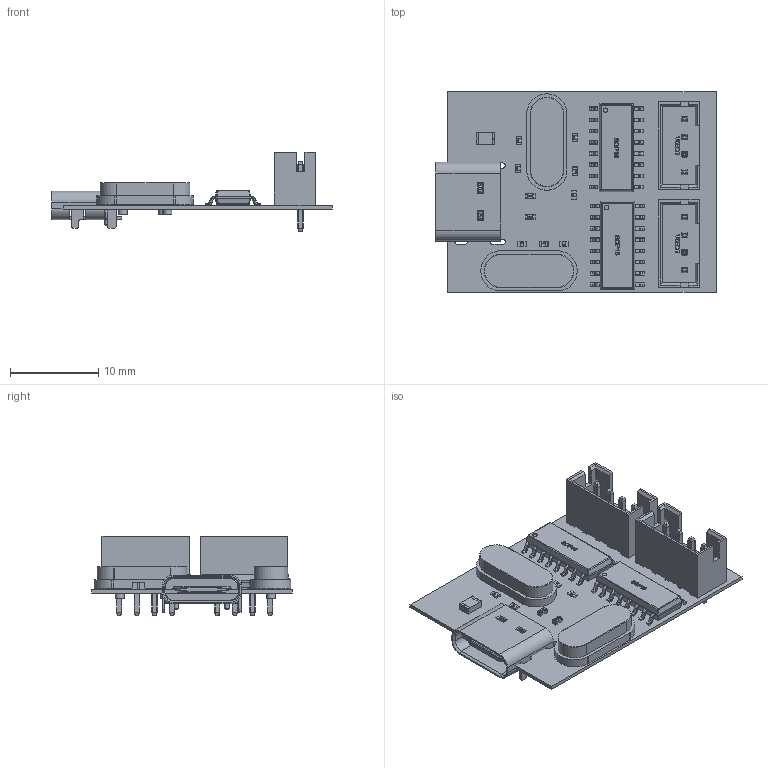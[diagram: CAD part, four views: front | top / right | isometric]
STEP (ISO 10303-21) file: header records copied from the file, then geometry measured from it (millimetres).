
FILE_DESCRIPTION(('Open CASCADE Model'),'2;1');
FILE_NAME('Open CASCADE Shape Model','2022-03-30T22:44:45',('Author'),( 'Open CASCADE'),'Open CASCADE STEP processor 6.8','Open CASCADE 6.8' ,'Unknown');
FILE_SCHEMA(('AUTOMOTIVE_DESIGN { 1 0 10303 214 1 1 1 1 }'));
Length unit declared in the file: millimetre
Products named in the file (41): PCB; Board; Open CASCADE STEP translator 6.8 1.1.1; Y2; base; 6005851840; Cylinder; Y1; 6005851520; USB1; USB_Type_C_Port_(SMD_Type)_RGB8421504; U2; 3D_ch340c; U1; SOP-16_L10.0-W3.9-P1.27-LS6.0-BL; =>[0:1:1:5]; R2; User_Library-RES_1005-0402; R1; F1; 3D_ASMD0805-050_v1; F0805; SOLID; CN2; 3D_PH4A; CN1; CONN-TH_PH-4A; C8; 0402_SMD_Capacitor; C7; C6; C5; C4; C3; C2; C1
Assembly tree (53 placements, depth 6):
  PCB
    Board
      Open CASCADE STEP translator 6.8 1.1.1
    Y2
      base
      6005851840  x2
        Cylinder
    Y1
      base
      6005851520  x2
        Cylinder
    USB1
      USB_Type_C_Port_(SMD_Type)_RGB8421504
    U2
      3D_ch340c
        U1
          SOP-16_L10.0-W3.9-P1.27-LS6.0-BL
            =>[0:1:1:5]
    U1
      3D_ch340c
        U1
          SOP-16_L10.0-W3.9-P1.27-LS6.0-BL
            =>[0:1:1:5]
    R2
      User_Library-RES_1005-0402
    R1
      User_Library-RES_1005-0402
    F1
      3D_ASMD0805-050_v1
        F1
          F0805
            SOLID
    CN2
      3D_PH4A
        CN1
          CONN-TH_PH-4A
            SOLID
    CN1
      3D_PH4A
        CN1
          CONN-TH_PH-4A
            SOLID
    C8
      0402_SMD_Capacitor
    C7
      0402_SMD_Capacitor
    C6
      0402_SMD_Capacitor
    C5
      0402_SMD_Capacitor
    C4
      0402_SMD_Capacitor
    C3
      0402_SMD_Capacitor
    C2
      0402_SMD_Capacitor
    C1
      0402_SMD_Capacitor
Bounding box: 31.76 x 22.74 x 9 mm (x, y, z)
Volume: 962.9 mm3; surface area: 3468.6 mm2
Topology: 84 solids, 84 shells, 4007 faces, 9303 edges, 5440 vertices
Faces by surface type: plane 1899, cylinder 1198, bspline 370, sphere 272, torus 260, cone 8
Full cylindrical faces by diameter (mm): 0.5 x2, 0.65 x2, 0.762 x8, 0.95 x8, 1 x4, 1.346 x4
Entity records: 71986 total; most frequent: CARTESIAN_POINT 18260, DIRECTION 9661, ORIENTED_EDGE 9362, EDGE_CURVE 4681, AXIS2_PLACEMENT_3D 3328, LINE 3005, VECTOR 3005, VERTEX_POINT 2812
